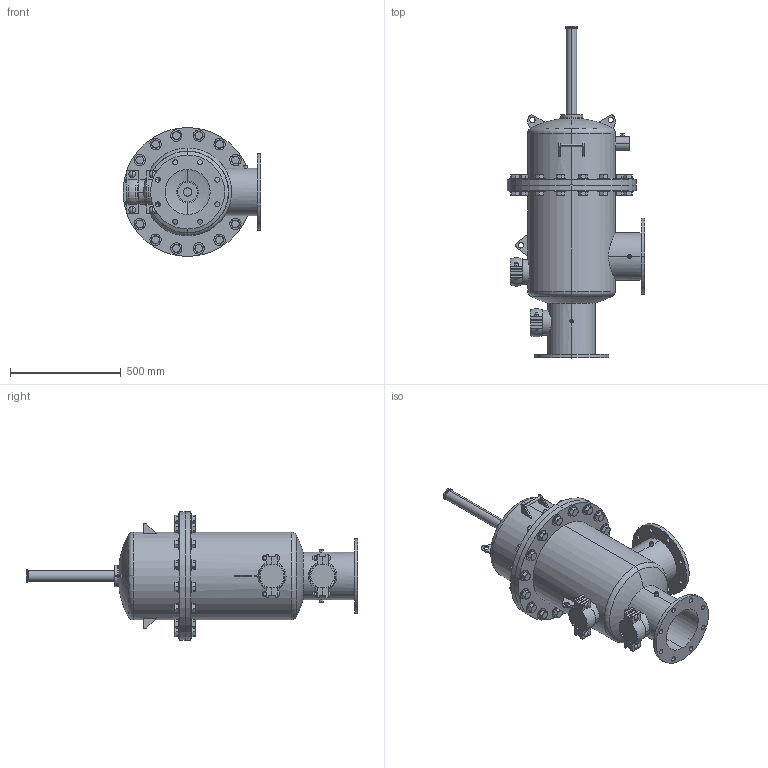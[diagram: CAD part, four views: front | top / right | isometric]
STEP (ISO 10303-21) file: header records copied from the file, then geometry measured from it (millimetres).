
FILE_DESCRIPTION (( 'STEP AP203' ), '1' );
FILE_NAME ('D8-90.STEP', '2020-09-25T10:23:45', ( '' ), ( '' ), 'SwSTEP 2.0', 'SolidWorks 2018', '' );
FILE_SCHEMA (( 'CONFIG_CONTROL_DESIGN' ));
Length unit declared in the file: inch
Products named in the file (1): D8-90
Bounding box: 620.67 x 1495.32 x 580.94 mm (x, y, z)
Volume: 18263603.1 mm3; surface area: 4319768.7 mm2
Topology: 30 solids, 30 shells, 1446 faces, 3255 edges, 2016 vertices
Faces by surface type: plane 530, cylinder 456, cone 432, torus 20, sphere 8
Entity records: 46621 total; most frequent: CARTESIAN_POINT 14725, DIRECTION 6591, ORIENTED_EDGE 6510, EDGE_CURVE 3255, AXIS2_PLACEMENT_3D 2823, VERTEX_POINT 2016, EDGE_LOOP 1737, ADVANCED_FACE 1446
